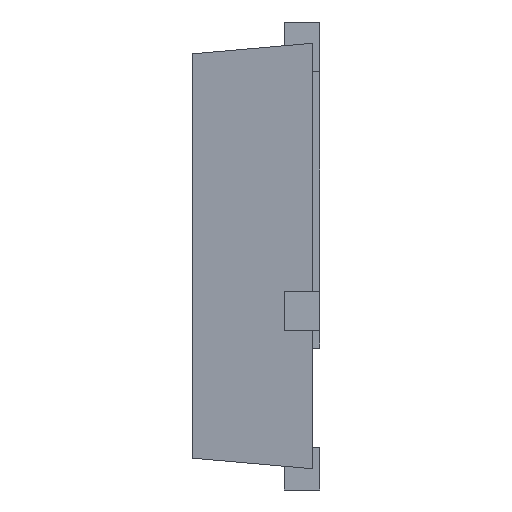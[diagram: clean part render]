
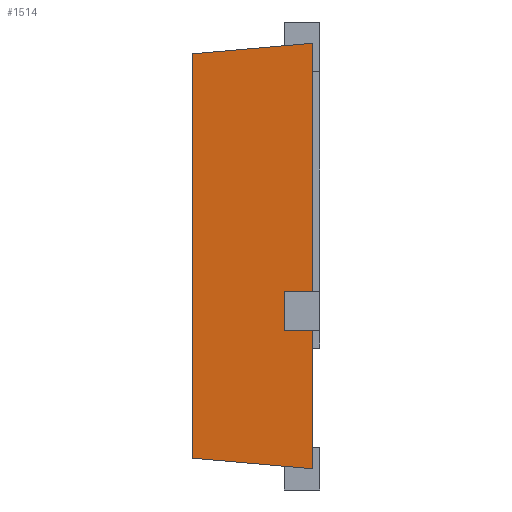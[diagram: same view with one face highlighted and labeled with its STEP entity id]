
A CAD part, left-side view. The second image highlights one B-rep face of the part: STEP entity #1514.
In plain terms, the highlighted planar face has unit normal (-0.996, 0.087, 0).
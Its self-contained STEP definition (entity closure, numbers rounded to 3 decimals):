
#74 = DIRECTION ( 'NONE',  ( -0.087, -0.992, 0.087 ) ) ;
#91 = DIRECTION ( 'NONE',  ( -0.087, -0.996, 0. ) ) ;
#128 = AXIS2_PLACEMENT_3D ( 'NONE', #3542, #1029, #3265 ) ;
#307 = CARTESIAN_POINT ( 'NONE',  ( -1.6, 0., 1.5 ) ) ;
#337 = VECTOR ( 'NONE', #91, 1000. ) ;
#353 = EDGE_CURVE ( 'NONE', #2831, #629, #2761, .T. ) ;
#394 = VERTEX_POINT ( 'NONE', #3556 ) ;
#454 = EDGE_LOOP ( 'NONE', ( #1873, #1661, #2661, #3014, #1519, #2111, #3218, #2325 ) ) ;
#470 = LINE ( 'NONE', #2331, #2768 ) ;
#474 = EDGE_CURVE ( 'NONE', #1819, #3373, #1044, .T. ) ;
#520 = CARTESIAN_POINT ( 'NONE',  ( -1.583, 0.2, -1.5 ) ) ;
#572 = EDGE_CURVE ( 'NONE', #2270, #1819, #470, .T. ) ;
#629 = VERTEX_POINT ( 'NONE', #3449 ) ;
#759 = CARTESIAN_POINT ( 'NONE',  ( -1.6, 0., -0.25 ) ) ;
#794 = CARTESIAN_POINT ( 'NONE',  ( -1.6, 0., -1.5 ) ) ;
#858 = CARTESIAN_POINT ( 'NONE',  ( -1.6, 0., -0.525 ) ) ;
#868 = DIRECTION ( 'NONE',  ( -0.087, -0.992, -0.087 ) ) ;
#935 = CARTESIAN_POINT ( 'NONE',  ( -1.6, 0., -0.25 ) ) ;
#1013 = LINE ( 'NONE', #2880, #1967 ) ;
#1029 = DIRECTION ( 'NONE',  ( -0.996, 0.087, 0. ) ) ;
#1034 = VECTOR ( 'NONE', #868, 1000. ) ;
#1044 = LINE ( 'NONE', #2137, #1815 ) ;
#1064 = PLANE ( 'NONE',  #128 ) ;
#1121 = DIRECTION ( 'NONE',  ( 0., 0., -1. ) ) ;
#1390 = CARTESIAN_POINT ( 'NONE',  ( -1.526, 0.85, -1.426 ) ) ;
#1440 = EDGE_CURVE ( 'NONE', #394, #3497, #1013, .T. ) ;
#1453 = CARTESIAN_POINT ( 'NONE',  ( -1.6, 0., -1.5 ) ) ;
#1514 = ADVANCED_FACE ( 'NONE', ( #1898 ), #1064, .T. ) ;
#1519 = ORIENTED_EDGE ( 'NONE', *, *, #474, .F. ) ;
#1661 = ORIENTED_EDGE ( 'NONE', *, *, #353, .F. ) ;
#1758 = DIRECTION ( 'NONE',  ( 0., 0., 1. ) ) ;
#1759 = LINE ( 'NONE', #1453, #1034 ) ;
#1815 = VECTOR ( 'NONE', #74, 1000. ) ;
#1819 = VERTEX_POINT ( 'NONE', #2119 ) ;
#1832 = VECTOR ( 'NONE', #2873, 1000. ) ;
#1873 = ORIENTED_EDGE ( 'NONE', *, *, #3102, .F. ) ;
#1898 = FACE_OUTER_BOUND ( 'NONE', #454, .T. ) ;
#1967 = VECTOR ( 'NONE', #1758, 1000. ) ;
#2111 = ORIENTED_EDGE ( 'NONE', *, *, #572, .F. ) ;
#2119 = CARTESIAN_POINT ( 'NONE',  ( -1.526, 0.85, 1.426 ) ) ;
#2137 = CARTESIAN_POINT ( 'NONE',  ( -1.6, 0., 1.5 ) ) ;
#2145 = DIRECTION ( 'NONE',  ( 0., 0., 1. ) ) ;
#2270 = VERTEX_POINT ( 'NONE', #1390 ) ;
#2323 = VECTOR ( 'NONE', #2145, 1000. ) ;
#2325 = ORIENTED_EDGE ( 'NONE', *, *, #1440, .T. ) ;
#2331 = CARTESIAN_POINT ( 'NONE',  ( -1.526, 0.85, -1.5 ) ) ;
#2552 = LINE ( 'NONE', #935, #1832 ) ;
#2568 = EDGE_CURVE ( 'NONE', #2270, #394, #1759, .T. ) ;
#2661 = ORIENTED_EDGE ( 'NONE', *, *, #3164, .T. ) ;
#2717 = VERTEX_POINT ( 'NONE', #759 ) ;
#2761 = LINE ( 'NONE', #520, #3398 ) ;
#2768 = VECTOR ( 'NONE', #2931, 1000. ) ;
#2831 = VERTEX_POINT ( 'NONE', #2876 ) ;
#2873 = DIRECTION ( 'NONE',  ( -0.087, -0.996, 0. ) ) ;
#2876 = CARTESIAN_POINT ( 'NONE',  ( -1.583, 0.2, -0.25 ) ) ;
#2880 = CARTESIAN_POINT ( 'NONE',  ( -1.6, 0., -1.5 ) ) ;
#2892 = LINE ( 'NONE', #858, #337 ) ;
#2931 = DIRECTION ( 'NONE',  ( 0., 0., 1. ) ) ;
#2979 = LINE ( 'NONE', #794, #2323 ) ;
#3014 = ORIENTED_EDGE ( 'NONE', *, *, #3501, .T. ) ;
#3102 = EDGE_CURVE ( 'NONE', #629, #3497, #2892, .T. ) ;
#3164 = EDGE_CURVE ( 'NONE', #2831, #2717, #2552, .T. ) ;
#3218 = ORIENTED_EDGE ( 'NONE', *, *, #2568, .T. ) ;
#3265 = DIRECTION ( 'NONE',  ( -0.087, -0.996, 0. ) ) ;
#3313 = CARTESIAN_POINT ( 'NONE',  ( -1.6, 0., -0.525 ) ) ;
#3373 = VERTEX_POINT ( 'NONE', #307 ) ;
#3398 = VECTOR ( 'NONE', #1121, 1000. ) ;
#3449 = CARTESIAN_POINT ( 'NONE',  ( -1.583, 0.2, -0.525 ) ) ;
#3497 = VERTEX_POINT ( 'NONE', #3313 ) ;
#3501 = EDGE_CURVE ( 'NONE', #2717, #3373, #2979, .T. ) ;
#3542 = CARTESIAN_POINT ( 'NONE',  ( -1.6, 0., -1.5 ) ) ;
#3556 = CARTESIAN_POINT ( 'NONE',  ( -1.6, 0., -1.5 ) ) ;
